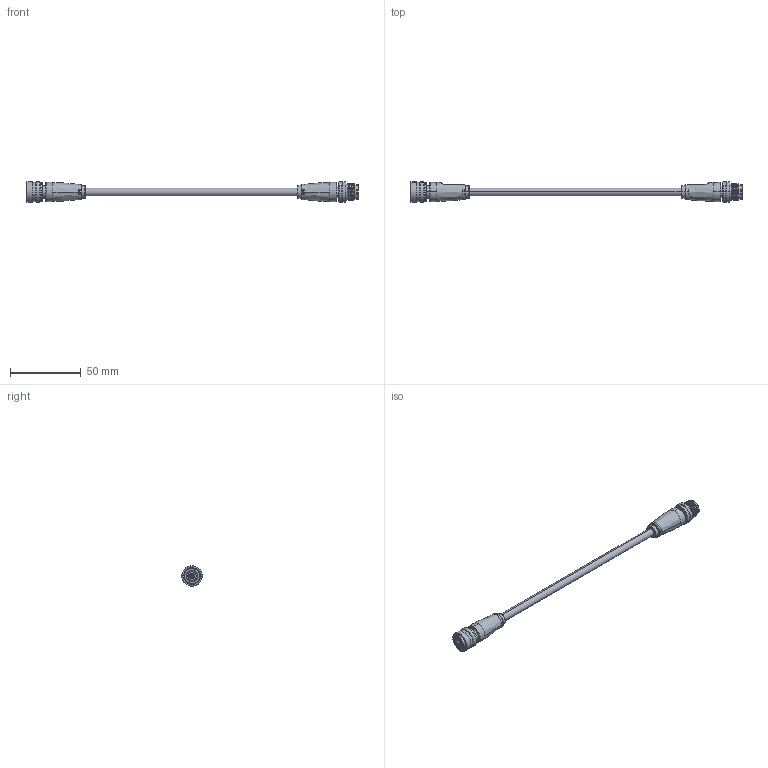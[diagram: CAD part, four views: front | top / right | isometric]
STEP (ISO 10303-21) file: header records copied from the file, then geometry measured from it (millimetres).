
FILE_DESCRIPTION (( 'STEP AP203' ), '1' );
FILE_NAME ('10-04515__revA.STEP', '2022-01-14T19:46:13', ( '' ), ( '' ), 'SwSTEP 2.0', 'SolidWorks 2021', '' );
FILE_SCHEMA (( 'CONFIG_CONTROL_DESIGN' ));
Length unit declared in the file: millimetre
Products named in the file (12): 50-00959_STEP; 50-00952-01___; 50-00952-02_STEP; 50-00952-04___; 30-01658_blunt cut; 24-00349_Wire O6.8 mm; 10-04515__revA; 50-00952_STEP; 50-00952-03___; 50-00959-01___; 50-00959-03___; 50-00959-02_STEP
Assembly tree (18 placements, depth 3):
  10-04515__revA
    30-01658_blunt cut
    24-00349_Wire O6.8 mm  x2
    50-00952_STEP
      50-00952-01___
      50-00952-02_STEP
      50-00952-03___  x4
      50-00952-04___
    50-00959_STEP
      50-00959-01___
      50-00959-02_STEP
      50-00959-03___  x4
Bounding box: 235.2 x 14.5 x 14.5 mm (x, y, z)
Volume: 13276.5 mm3; surface area: 34796.7 mm2
Topology: 90 solids, 90 shells, 1385 faces, 3183 edges, 2030 vertices
Faces by surface type: cylinder 604, plane 443, torus 130, bspline 117, cone 83, sphere 8
Entity records: 31375 total; most frequent: CARTESIAN_POINT 9372, DIRECTION 4520, ORIENTED_EDGE 4002, EDGE_CURVE 2001, AXIS2_PLACEMENT_3D 1884, VERTEX_POINT 1299, EDGE_LOOP 1114, CIRCLE 1011
